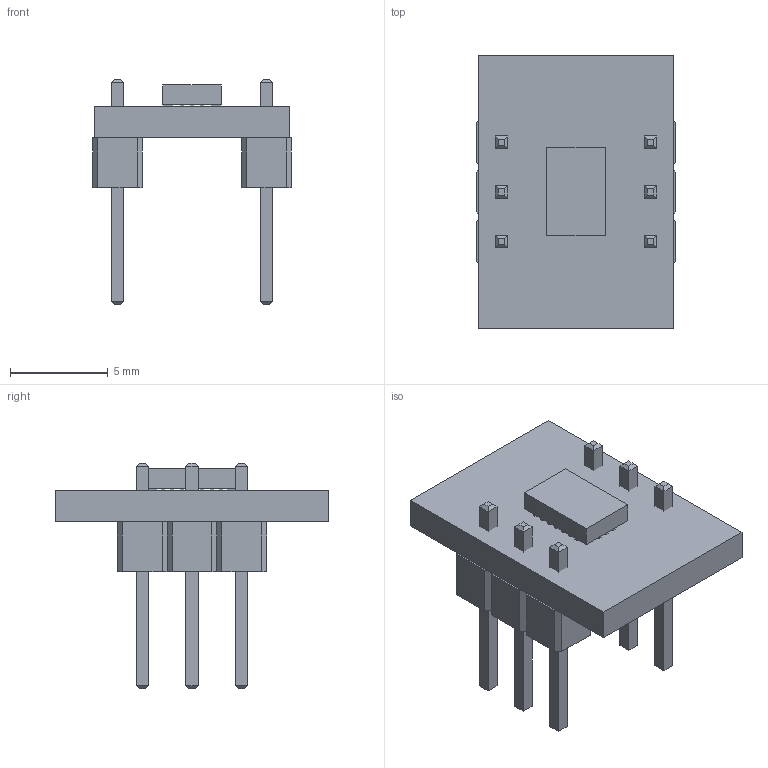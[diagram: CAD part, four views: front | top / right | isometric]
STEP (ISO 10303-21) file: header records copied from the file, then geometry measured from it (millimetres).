
FILE_DESCRIPTION(/* description */ (''),/* implementation_level */ '2;1');
FILE_NAME(/* name */ 'BMX055 v3.step',/* time_stamp */ '2021-04-30T20:49:17+09:00',/* author */ (''),/* organization */ (''),/* preprocessor_version */ 'ST-DEVELOPER v18.1',/* originating_system */ 'Autodesk Translation Framework v10.6.0.1341',/* authorisation */ '');
FILE_SCHEMA (('AUTOMOTIVE_DESIGN { 1 0 10303 214 3 1 1 }'));
Length unit declared in the file: millimetre
Products named in the file (5): BMX055; PinHeader_1x03_P2.54mm_Vertical; BMX055_1; Body; Pins
Assembly tree (4 placements, depth 3):
  BMX055
    PinHeader_1x03_P2.54mm_Vertical
    BMX055_1
      Body
      Pins
Bounding box: 10.16 x 14 x 11.54 mm (x, y, z)
Volume: 355.8 mm3; surface area: 720.7 mm2
Topology: 24 solids, 24 shells, 284 faces, 624 edges, 400 vertices
Faces by surface type: plane 284
Entity records: 7869 total; most frequent: CARTESIAN_POINT 1317, ORIENTED_EDGE 1248, DIRECTION 1210, LINE 624, VECTOR 624, EDGE_CURVE 624, VERTEX_POINT 400, EDGE_LOOP 296
